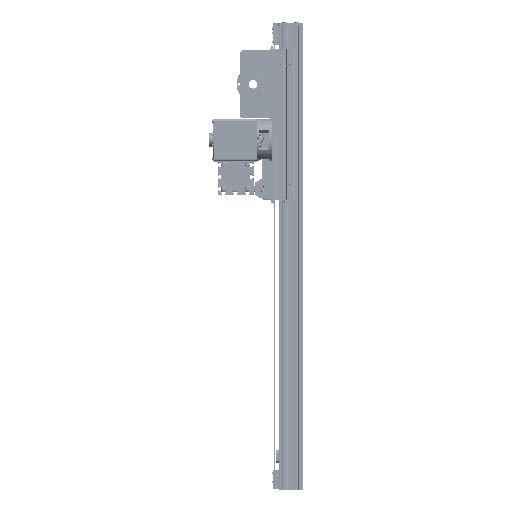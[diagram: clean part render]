
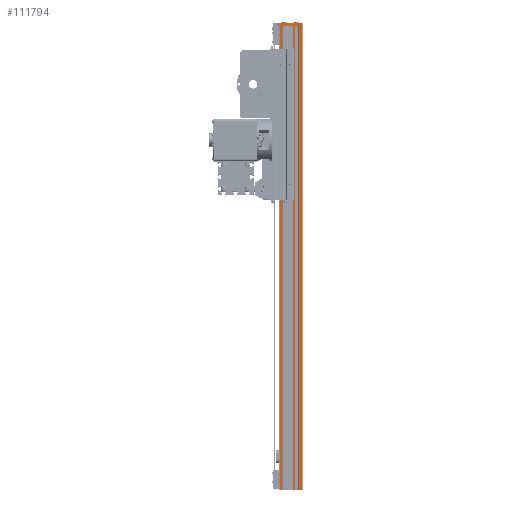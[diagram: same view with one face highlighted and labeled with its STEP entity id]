
A CAD part, top view. The second image highlights one B-rep face of the part: STEP entity #111794.
In plain terms, the highlighted face is planar.
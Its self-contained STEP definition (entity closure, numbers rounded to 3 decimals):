
#8327=PLANE('',#120789);
#16698=LINE('',#189366,#27888);
#16715=LINE('',#189435,#27905);
#16771=LINE('',#189646,#27961);
#16791=LINE('',#189728,#27981);
#16893=LINE('',#189983,#28083);
#16894=LINE('',#189986,#28084);
#16932=LINE('',#190069,#28122);
#16933=LINE('',#190072,#28123);
#16943=LINE('',#190099,#28133);
#16944=LINE('',#190102,#28134);
#16993=LINE('',#190233,#28183);
#16994=LINE('',#190236,#28184);
#16995=LINE('',#190237,#28185);
#16996=LINE('',#190238,#28186);
#16997=LINE('',#190239,#28187);
#16998=LINE('',#190240,#28188);
#27888=VECTOR('',#144045,10.);
#27905=VECTOR('',#144098,10.);
#27961=VECTOR('',#144270,10.);
#27981=VECTOR('',#144334,10.);
#28083=VECTOR('',#144596,10.);
#28084=VECTOR('',#144599,10.);
#28122=VECTOR('',#144685,10.);
#28123=VECTOR('',#144688,10.);
#28133=VECTOR('',#144718,10.);
#28134=VECTOR('',#144721,10.);
#28183=VECTOR('',#144868,10.);
#28184=VECTOR('',#144871,10.);
#28185=VECTOR('',#144872,10.);
#28186=VECTOR('',#144873,10.);
#28187=VECTOR('',#144874,10.);
#28188=VECTOR('',#144875,10.);
#37416=FACE_OUTER_BOUND('',#43761,.T.);
#43761=EDGE_LOOP('',(#96770,#96771,#96772,#96773,#96774,#96775,#96776,#96777,
#96778,#96779,#96780,#96781,#96782,#96783,#96784,#96785));
#56759=VERTEX_POINT('',#189363);
#56760=VERTEX_POINT('',#189365);
#56793=VERTEX_POINT('',#189432);
#56794=VERTEX_POINT('',#189434);
#56890=VERTEX_POINT('',#189643);
#56891=VERTEX_POINT('',#189645);
#56930=VERTEX_POINT('',#189726);
#56931=VERTEX_POINT('',#189727);
#57004=VERTEX_POINT('',#189981);
#57005=VERTEX_POINT('',#189985);
#57026=VERTEX_POINT('',#190067);
#57027=VERTEX_POINT('',#190071);
#57034=VERTEX_POINT('',#190097);
#57035=VERTEX_POINT('',#190101);
#57068=VERTEX_POINT('',#190231);
#57069=VERTEX_POINT('',#190235);
#70508=EDGE_CURVE('',#56760,#56759,#16698,.T.);
#70542=EDGE_CURVE('',#56794,#56793,#16715,.T.);
#70646=EDGE_CURVE('',#56890,#56891,#16771,.T.);
#70686=EDGE_CURVE('',#56930,#56931,#16791,.T.);
#70815=EDGE_CURVE('',#57004,#56890,#16893,.T.);
#70816=EDGE_CURVE('',#56931,#57005,#16894,.T.);
#70858=EDGE_CURVE('',#56930,#57026,#16932,.T.);
#70859=EDGE_CURVE('',#56794,#57027,#16933,.T.);
#70873=EDGE_CURVE('',#56793,#57034,#16943,.T.);
#70874=EDGE_CURVE('',#56760,#57035,#16944,.T.);
#70940=EDGE_CURVE('',#56759,#57068,#16993,.T.);
#70941=EDGE_CURVE('',#57069,#57068,#16994,.T.);
#70942=EDGE_CURVE('',#57069,#56891,#16995,.T.);
#70943=EDGE_CURVE('',#57005,#57004,#16996,.T.);
#70944=EDGE_CURVE('',#57027,#57026,#16997,.T.);
#70945=EDGE_CURVE('',#57035,#57034,#16998,.T.);
#96770=ORIENTED_EDGE('',*,*,#70940,.T.);
#96771=ORIENTED_EDGE('',*,*,#70941,.F.);
#96772=ORIENTED_EDGE('',*,*,#70942,.T.);
#96773=ORIENTED_EDGE('',*,*,#70646,.F.);
#96774=ORIENTED_EDGE('',*,*,#70815,.F.);
#96775=ORIENTED_EDGE('',*,*,#70943,.F.);
#96776=ORIENTED_EDGE('',*,*,#70816,.F.);
#96777=ORIENTED_EDGE('',*,*,#70686,.F.);
#96778=ORIENTED_EDGE('',*,*,#70858,.T.);
#96779=ORIENTED_EDGE('',*,*,#70944,.F.);
#96780=ORIENTED_EDGE('',*,*,#70859,.F.);
#96781=ORIENTED_EDGE('',*,*,#70542,.T.);
#96782=ORIENTED_EDGE('',*,*,#70873,.T.);
#96783=ORIENTED_EDGE('',*,*,#70945,.F.);
#96784=ORIENTED_EDGE('',*,*,#70874,.F.);
#96785=ORIENTED_EDGE('',*,*,#70508,.T.);
#111794=ADVANCED_FACE('',(#37416),#8327,.T.);
#120789=AXIS2_PLACEMENT_3D('',#190234,#144869,#144870);
#144045=DIRECTION('',(0.,-1.,0.));
#144098=DIRECTION('',(0.,-1.,0.));
#144270=DIRECTION('',(0.,-1.,0.));
#144334=DIRECTION('',(0.,1.,0.));
#144596=DIRECTION('',(0.,0.,1.));
#144599=DIRECTION('',(0.,0.,-1.));
#144685=DIRECTION('',(0.,0.,-1.));
#144688=DIRECTION('',(0.,0.,-1.));
#144718=DIRECTION('',(0.,0.,-1.));
#144721=DIRECTION('',(0.,0.,-1.));
#144868=DIRECTION('',(0.,0.,-1.));
#144869=DIRECTION('center_axis',(-1.,0.,0.));
#144870=DIRECTION('ref_axis',(0.,1.,0.));
#144871=DIRECTION('',(0.,1.,0.));
#144872=DIRECTION('',(0.,0.,1.));
#144873=DIRECTION('',(0.,1.,0.));
#144874=DIRECTION('',(0.,1.,0.));
#144875=DIRECTION('',(0.,1.,0.));
#189363=CARTESIAN_POINT('',(1586.943,-15.196,1000.));
#189365=CARTESIAN_POINT('',(1586.943,-2.596,1000.));
#189366=CARTESIAN_POINT('',(1586.943,56.104,1000.));
#189432=CARTESIAN_POINT('',(1586.943,4.104,1000.));
#189434=CARTESIAN_POINT('',(1586.943,23.104,1000.));
#189435=CARTESIAN_POINT('',(1586.943,56.104,1000.));
#189643=CARTESIAN_POINT('',(1586.943,56.104,1010.));
#189645=CARTESIAN_POINT('',(1586.943,-28.896,1010.));
#189646=CARTESIAN_POINT('',(1586.943,56.104,1010.));
#189726=CARTESIAN_POINT('',(1586.943,26.104,1000.));
#189727=CARTESIAN_POINT('',(1586.943,46.104,1000.));
#189728=CARTESIAN_POINT('',(1586.943,34.854,1000.));
#189981=CARTESIAN_POINT('',(1586.943,56.104,-746.));
#189983=CARTESIAN_POINT('',(1586.943,56.104,1000.));
#189985=CARTESIAN_POINT('',(1586.943,46.104,-746.));
#189986=CARTESIAN_POINT('',(1586.943,46.104,1000.));
#190067=CARTESIAN_POINT('',(1586.943,26.104,-746.));
#190069=CARTESIAN_POINT('',(1586.943,26.104,1000.));
#190071=CARTESIAN_POINT('',(1586.943,23.104,-746.));
#190072=CARTESIAN_POINT('',(1586.943,23.104,1000.));
#190097=CARTESIAN_POINT('',(1586.943,4.104,-746.));
#190099=CARTESIAN_POINT('',(1586.943,4.104,1000.));
#190101=CARTESIAN_POINT('',(1586.943,-2.596,-746.));
#190102=CARTESIAN_POINT('',(1586.943,-2.596,1000.));
#190231=CARTESIAN_POINT('',(1586.943,-15.196,-746.));
#190233=CARTESIAN_POINT('',(1586.943,-15.196,1000.));
#190234=CARTESIAN_POINT('Origin',(1586.943,-28.896,1000.));
#190235=CARTESIAN_POINT('',(1586.943,-28.896,-746.));
#190236=CARTESIAN_POINT('',(1586.943,-15.196,-746.));
#190237=CARTESIAN_POINT('',(1586.943,-28.896,1000.));
#190238=CARTESIAN_POINT('',(1586.943,56.104,-746.));
#190239=CARTESIAN_POINT('',(1586.943,29.804,-746.));
#190240=CARTESIAN_POINT('',(1586.943,4.104,-746.));
